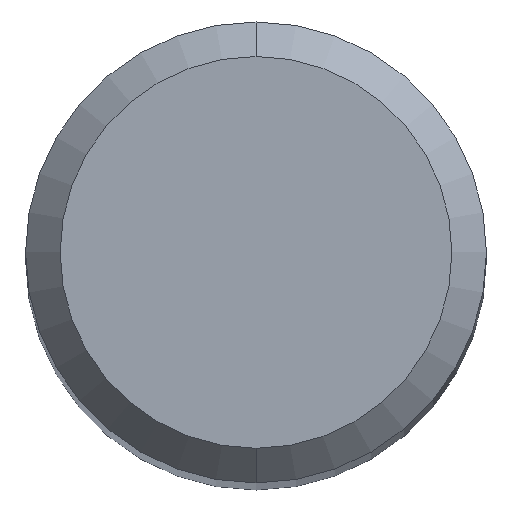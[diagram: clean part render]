
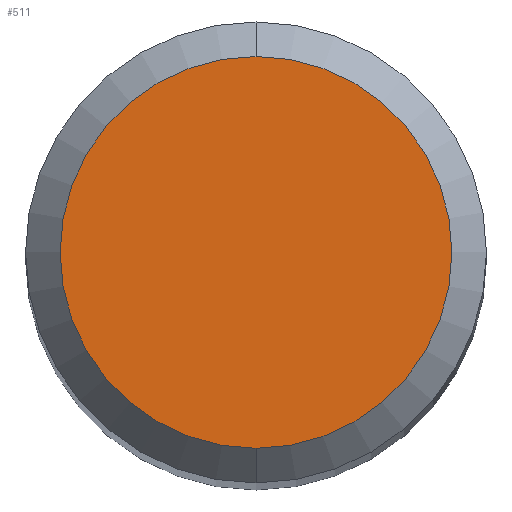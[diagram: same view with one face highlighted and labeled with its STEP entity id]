
A CAD part, top view. The second image highlights one B-rep face of the part: STEP entity #511.
In plain terms, the highlighted planar face has unit normal (0, 0, 1).
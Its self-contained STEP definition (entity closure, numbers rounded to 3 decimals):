
#403=EDGE_CURVE('',#727,#997,#1087,.T.);
#511=ADVANCED_FACE('',(#1203),#1204,.T.);
#727=VERTEX_POINT('',#1439);
#913=EDGE_CURVE('',#997,#727,#1641,.T.);
#997=VERTEX_POINT('',#1734);
#1087=CIRCLE('',#2064,1.7);
#1203=FACE_OUTER_BOUND('',#2832,.T.);
#1204=PLANE('',#2833);
#1439=CARTESIAN_POINT('',(0.0,1.7,0.0));
#1641=CIRCLE('',#4670,1.7);
#1734=CARTESIAN_POINT('',(0.,-1.7,0.0));
#2064=AXIS2_PLACEMENT_3D('',#5240,#5241,#5242);
#2832=EDGE_LOOP('',(#5326,#5327));
#2833=AXIS2_PLACEMENT_3D('',#5328,#5329,#5330);
#4670=AXIS2_PLACEMENT_3D('',#5798,#5799,#5800);
#5240=CARTESIAN_POINT('',(0.0,0.0,0.0));
#5241=DIRECTION('',(0.0,0.0,-1.0));
#5242=DIRECTION('',(0.0,1.0,0.0));
#5326=ORIENTED_EDGE('',*,*,#403,.F.);
#5327=ORIENTED_EDGE('',*,*,#913,.F.);
#5328=CARTESIAN_POINT('',(0.0,0.85,0.0));
#5329=DIRECTION('',(-0.0,0.0,1.0));
#5330=DIRECTION('',(0.0,-1.0,0.0));
#5798=CARTESIAN_POINT('',(0.0,0.0,0.0));
#5799=DIRECTION('',(0.0,0.0,-1.0));
#5800=DIRECTION('',(0.0,1.0,0.0));
